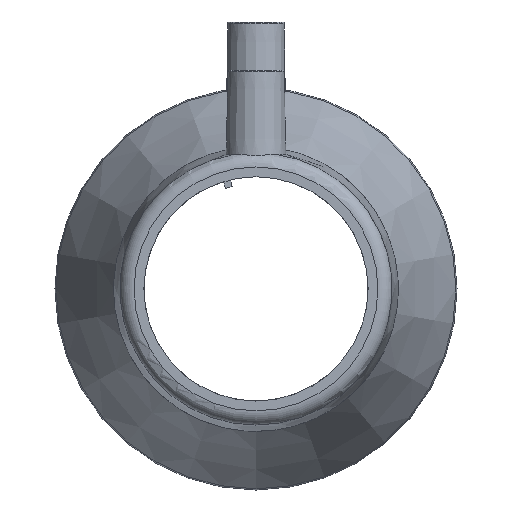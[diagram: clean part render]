
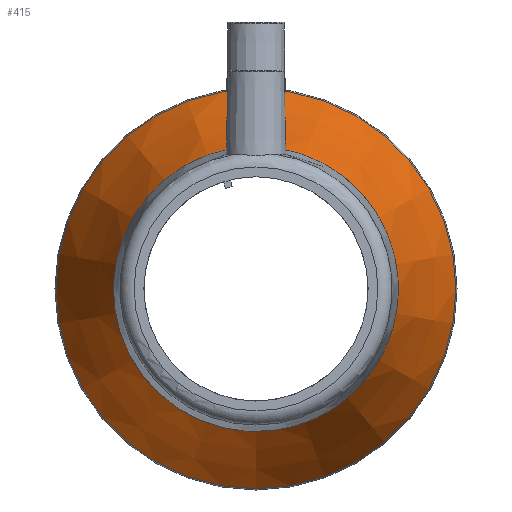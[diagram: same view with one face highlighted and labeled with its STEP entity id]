
A CAD part, left-side view. The second image highlights one B-rep face of the part: STEP entity #415.
In plain terms, the highlighted conical face has half-angle 23.471 degrees and reference radius 56.5 mm.
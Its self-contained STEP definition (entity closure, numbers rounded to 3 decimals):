
#77=CIRCLE('',#472,56.169);
#78=CIRCLE('',#473,40.);
#113=ORIENTED_EDGE('',*,*,#201,.T.);
#114=ORIENTED_EDGE('',*,*,#202,.F.);
#201=EDGE_CURVE('',#245,#245,#77,.T.);
#202=EDGE_CURVE('',#246,#246,#78,.T.);
#245=VERTEX_POINT('',#723);
#246=VERTEX_POINT('',#725);
#286=EDGE_LOOP('',(#113));
#287=EDGE_LOOP('',(#114));
#350=FACE_BOUND('',#286,.T.);
#351=FACE_BOUND('',#287,.T.);
#406=CONICAL_SURFACE('',#471,56.5,0.41);
#415=ADVANCED_FACE('',(#350,#351),#406,.T.);
#471=AXIS2_PLACEMENT_3D('',#721,#551,#552);
#472=AXIS2_PLACEMENT_3D('',#722,#553,#554);
#473=AXIS2_PLACEMENT_3D('',#724,#555,#556);
#551=DIRECTION('',(1.,0.,0.));
#552=DIRECTION('',(0.,0.,-1.));
#553=DIRECTION('',(-1.,0.,0.));
#554=DIRECTION('',(0.,0.,1.));
#555=DIRECTION('',(-1.,0.,0.));
#556=DIRECTION('',(0.,0.,1.));
#721=CARTESIAN_POINT('',(19.,0.,0.));
#722=CARTESIAN_POINT('',(18.238,0.,0.));
#723=CARTESIAN_POINT('',(18.238,0.,56.169));
#724=CARTESIAN_POINT('',(-19.,0.,0.));
#725=CARTESIAN_POINT('',(-19.,0.,40.));
